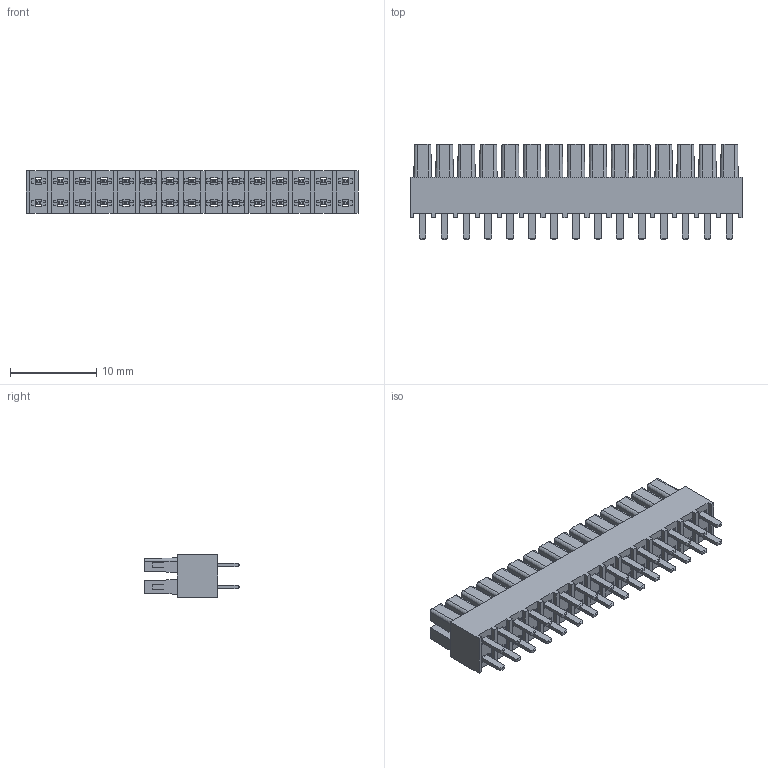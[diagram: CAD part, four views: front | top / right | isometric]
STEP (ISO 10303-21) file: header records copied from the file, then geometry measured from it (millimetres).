
FILE_DESCRIPTION( ( 'STEP AP214' ), '1' );
FILE_NAME( 'IPS1-115-L1-L-D.stp', '2018-09-28T13:17:00', ( '' ), ( '' ), ' ', 'PARTsolutions', ' ' );
FILE_SCHEMA( ( 'AUTOMOTIVE_DESIGN { 1 0 10303 214 1 1 1 1 }' ) );
Length unit declared in the file: inch
Products named in the file (3): IPS1-115-L1-L-D; _IPS1-115-L1-L-Dt; _IPS1-115-L1-D_pin
Assembly tree (2 placements, depth 2):
  IPS1-115-L1-L-D
    _IPS1-115-L1-L-Dt
    _IPS1-115-L1-D_pin
Bounding box: 38.48 x 11.05 x 4.95 mm (x, y, z)
Volume: 967.2 mm3; surface area: 3143.7 mm2
Topology: 2 solids, 2 shells, 904 faces, 2610 edges, 1740 vertices
Faces by surface type: plane 874, cone 30
Entity records: 36520 total; most frequent: CARTESIAN_POINT 5257, ORIENTED_EDGE 5220, DIRECTION 4484, EDGE_CURVE 2610, LINE 2550, VECTOR 2550, VERTEX_POINT 1740, EDGE_LOOP 994
